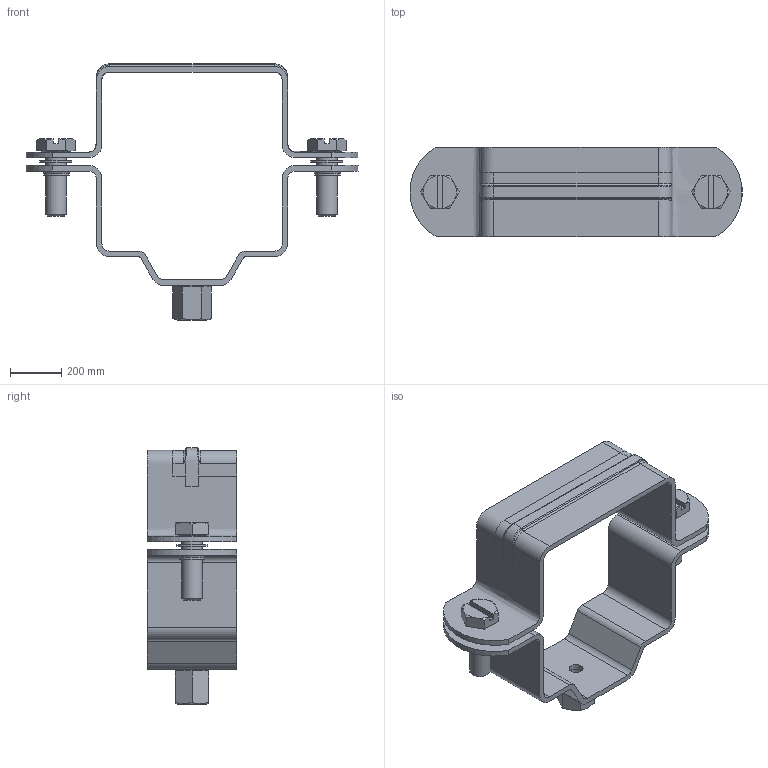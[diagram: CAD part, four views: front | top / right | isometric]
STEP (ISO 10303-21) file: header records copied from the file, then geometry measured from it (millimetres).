
FILE_DESCRIPTION(/* description */ (''),/* implementation_level */ '2;1');
FILE_NAME(/* name */ '00991.070X_3D.stp',/* time_stamp */ '2024-12-11T13:22:00+01:00',/* author */ ('CAD'),/* organization */ (''),/* preprocessor_version */ 'ST-DEVELOPER v20',/* originating_system */ 'AutoCAD Mechanical',/* authorisation */ '');
FILE_SCHEMA (('AUTOMOTIVE_DESIGN { 1 0 10303 214 3 1 1 }'));
Length unit declared in the file: centimetre
Products named in the file (2): Product; *S0
Assembly tree (1 placements, depth 2):
  Product
    *S0
Bounding box: 1298.7 x 350 x 1002 mm (x, y, z)
Volume: 31992691 mm3; surface area: 3236421.1 mm2
Topology: 7 solids, 7 shells, 234 faces, 593 edges, 374 vertices
Faces by surface type: cylinder 80, plane 79, bspline 29, torus 24, cone 22
Full cylindrical faces by diameter (mm): 55 x1, 66.47 x1, 80 x4, 90 x6, 100 x2, 116 x2, 125 x2
Entity records: 9180 total; most frequent: CARTESIAN_POINT 3705, ORIENTED_EDGE 1172, DIRECTION 1066, EDGE_CURVE 586, AXIS2_PLACEMENT_3D 410, VERTEX_POINT 374, EDGE_LOOP 258, LINE 246
